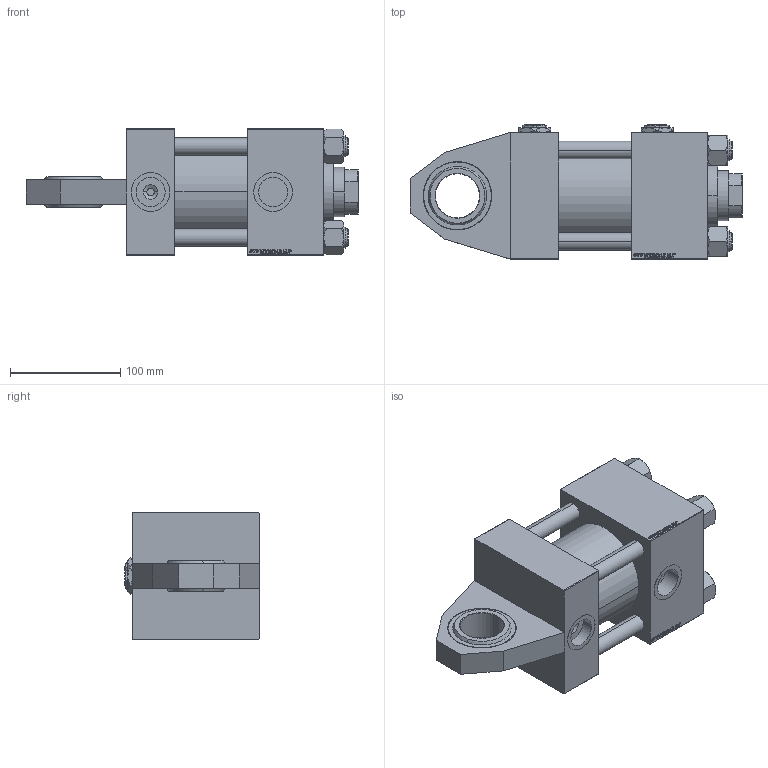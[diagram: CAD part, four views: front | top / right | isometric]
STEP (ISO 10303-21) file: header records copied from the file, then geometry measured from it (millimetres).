
FILE_DESCRIPTION (( 'STEP AP203' ), '1' );
FILE_NAME ('c615.STEP', '2022-04-16T01:35:01', ( '' ), ( '' ), 'SwSTEP 2.0', 'SolidWorks 2019', '' );
FILE_SCHEMA (( 'CONFIG_CONTROL_DESIGN' ));
Length unit declared in the file: millimetre
Products named in the file (8): NUT_M5_J cbaec46e673d793a556a184e877f4828; V215CR_TYCINKA_J cbaec46e673d793a556a184e877f4828; Zatka_pro_OIL_PORT cbaec46e673d793a556a184e877f4828; V215CR_VCP_J cbaec46e673d793a556a184e877f4828; V215CR_J_Body cbaec46e673d793a556a184e877f4828; V215_VC_A cbaec46e673d793a556a184e877f4828; V215CR_J_VNITRNI_KROUZEK cbaec46e673d793a556a184e877f4828; c615
Assembly tree (14 placements, depth 2):
  c615
    V215CR_J_Body cbaec46e673d793a556a184e877f4828
    V215CR_J_VNITRNI_KROUZEK cbaec46e673d793a556a184e877f4828
    V215CR_VCP_J cbaec46e673d793a556a184e877f4828
    V215CR_TYCINKA_J cbaec46e673d793a556a184e877f4828  x4
    NUT_M5_J cbaec46e673d793a556a184e877f4828  x4
    V215_VC_A cbaec46e673d793a556a184e877f4828
    Zatka_pro_OIL_PORT cbaec46e673d793a556a184e877f4828  x2
Bounding box: 301 x 122 x 115 mm (x, y, z)
Volume: 1979426.6 mm3; surface area: 311665.5 mm2
Topology: 14 solids, 14 shells, 1293 faces, 3242 edges, 2099 vertices
Faces by surface type: plane 613, bspline 392, cone 170, cylinder 98, torus 20
Entity records: 52644 total; most frequent: CARTESIAN_POINT 27754, ORIENTED_EDGE 5556, DIRECTION 3646, EDGE_CURVE 2778, VERTEX_POINT 1819, VECTOR 1620, LINE 1620, EDGE_LOOP 1231
